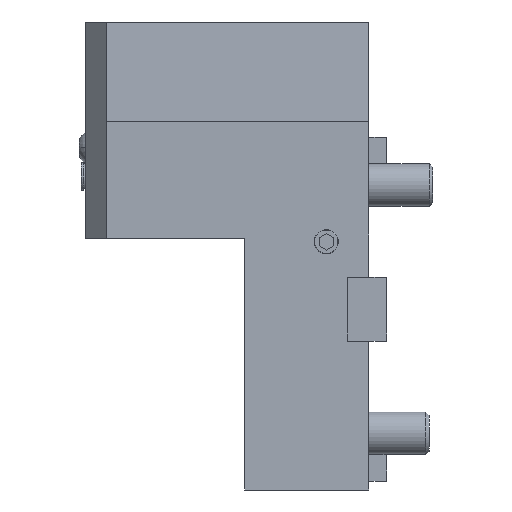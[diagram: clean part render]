
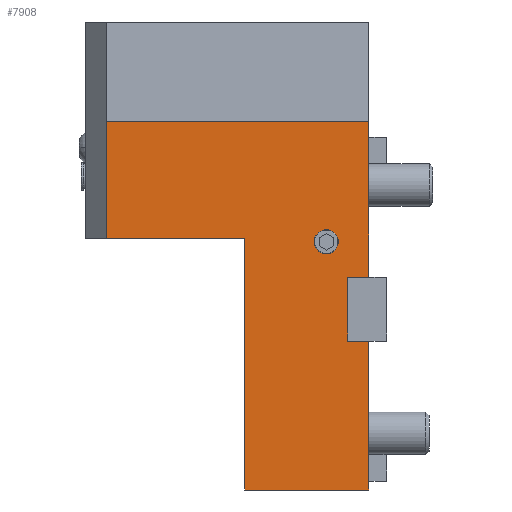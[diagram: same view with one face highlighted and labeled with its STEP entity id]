
A CAD part, left-side view. The second image highlights one B-rep face of the part: STEP entity #7908.
In plain terms, the highlighted planar face has unit normal (-1, 0, 0).
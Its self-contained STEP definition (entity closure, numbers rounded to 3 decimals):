
#344 = DIRECTION ( 'NONE',  ( 0., 0., -1. ) ) ;
#389 = VECTOR ( 'NONE', #344, 1000. ) ;
#435 = DIRECTION ( 'NONE',  ( 0., 0., -1. ) ) ;
#446 = CARTESIAN_POINT ( 'NONE',  ( -48., 0., 42. ) ) ;
#453 = EDGE_CURVE ( 'Defeatured_1_63+Defeatured_1_47+Defeatured_1_47+Defeatured_1_47', #9797, #3091, #8377, .T. ) ;
#480 = EDGE_CURVE ( 'Defeatured_1_47+Defeatured_1_62+Defeatured_1_22+Defeatured_1_41', #6149, #7557, #8119, .T. ) ;
#616 = CARTESIAN_POINT ( 'NONE',  ( -48., 0., 104. ) ) ;
#823 = ORIENTED_EDGE ( 'NONE', *, *, #4405, .T. ) ;
#977 = DIRECTION ( 'NONE',  ( 0., 0., -1. ) ) ;
#1043 = EDGE_CURVE ( 'Defeatured_1_47+Defeatured_1_92+Defeatured_1_41+Defeatured_1_91', #4583, #7357, #1058, .T. ) ;
#1058 = LINE ( 'NONE', #616, #5368 ) ;
#1117 = ORIENTED_EDGE ( 'NONE', *, *, #3248, .F. ) ;
#1123 = CARTESIAN_POINT ( 'NONE',  ( -48., 0., 104. ) ) ;
#1285 = ORIENTED_EDGE ( 'NONE', *, *, #8400, .T. ) ;
#1342 = VERTEX_POINT ( 'NONE', #10585 ) ;
#1411 = VERTEX_POINT ( 'NONE', #6379 ) ;
#1478 = VECTOR ( 'NONE', #4410, 1000. ) ;
#1504 = CARTESIAN_POINT ( 'NONE',  ( -48., 74., 132. ) ) ;
#1628 = EDGE_CURVE ( 'Defeatured_1_41+Defeatured_1_47+Defeatured_1_92+Defeatured_1_62', #4583, #7557, #2547, .T. ) ;
#1721 = CARTESIAN_POINT ( 'NONE',  ( -48., 12., 70. ) ) ;
#1830 = AXIS2_PLACEMENT_3D ( 'NONE', #1721, #8996, #7510 ) ;
#1847 = ORIENTED_EDGE ( 'NONE', *, *, #3175, .T. ) ;
#2045 = CARTESIAN_POINT ( 'NONE',  ( -48., 0., 42. ) ) ;
#2115 = VECTOR ( 'NONE', #10255, 1000. ) ;
#2147 = ORIENTED_EDGE ( 'NONE', *, *, #8217, .F. ) ;
#2363 = ORIENTED_EDGE ( 'NONE', *, *, #1628, .F. ) ;
#2547 = LINE ( 'NONE', #4247, #389 ) ;
#2625 = VECTOR ( 'NONE', #8096, 1000. ) ;
#2635 = VERTEX_POINT ( 'NONE', #446 ) ;
#2711 = VECTOR ( 'NONE', #4299, 1000. ) ;
#2756 = CARTESIAN_POINT ( 'NONE',  ( -48., 0., 0. ) ) ;
#2785 = CARTESIAN_POINT ( 'NONE',  ( -48., 0., 60. ) ) ;
#2853 = LINE ( 'NONE', #3703, #8511 ) ;
#3091 = VERTEX_POINT ( 'NONE', #3946 ) ;
#3136 = VERTEX_POINT ( 'NONE', #3303 ) ;
#3161 = LINE ( 'NONE', #1504, #5854 ) ;
#3175 = EDGE_CURVE ( 'Defeatured_1_47+Defeatured_1_27+Defeatured_1_54+Defeatured_1_7', #1342, #6602, #6303, .T. ) ;
#3248 = EDGE_CURVE ( 'Defeatured_1_37+Defeatured_1_47+Defeatured_1_61+Defeatured_1_7', #2635, #7970, #7207, .T. ) ;
#3303 = CARTESIAN_POINT ( 'NONE',  ( -48., 73.952, 132. ) ) ;
#3316 = PLANE ( 'NONE',  #5252 ) ;
#3392 = LINE ( 'NONE', #6840, #6348 ) ;
#3703 = CARTESIAN_POINT ( 'NONE',  ( -48., 6., 132. ) ) ;
#3946 = CARTESIAN_POINT ( 'NONE',  ( -48., 12., 73.4 ) ) ;
#4091 = ORIENTED_EDGE ( 'NONE', *, *, #480, .T. ) ;
#4111 = EDGE_LOOP ( 'NONE', ( #9910, #823, #5896, #1847, #5647, #1117, #1285, #2147, #4091, #2363, #7252, #8599 ) ) ;
#4247 = CARTESIAN_POINT ( 'NONE',  ( -48., 0., 132. ) ) ;
#4267 = LINE ( 'NONE', #8136, #2625 ) ;
#4299 = DIRECTION ( 'NONE',  ( 0., 0., -1. ) ) ;
#4326 = DIRECTION ( 'NONE',  ( -1., 0., 0. ) ) ;
#4405 = EDGE_CURVE ( 'Defeatured_1_47+Defeatured_1_93+Defeatured_1_43+Defeatured_1_54', #1411, #6503, #3161, .T. ) ;
#4410 = DIRECTION ( 'NONE',  ( 0., 1., 0. ) ) ;
#4583 = VERTEX_POINT ( 'NONE', #1123 ) ;
#5016 = LINE ( 'NONE', #7777, #1478 ) ;
#5149 = DIRECTION ( 'NONE',  ( 0., 0., 1. ) ) ;
#5200 = CARTESIAN_POINT ( 'NONE',  ( -48., 74., 71. ) ) ;
#5220 = DIRECTION ( 'NONE',  ( 0., -1., 0. ) ) ;
#5252 = AXIS2_PLACEMENT_3D ( 'NONE', #7536, #9948, #977 ) ;
#5368 = VECTOR ( 'NONE', #8783, 1000. ) ;
#5417 = ORIENTED_EDGE ( 'NONE', *, *, #453, .F. ) ;
#5502 = ORIENTED_EDGE ( 'NONE', *, *, #5727, .F. ) ;
#5647 = ORIENTED_EDGE ( 'NONE', *, *, #7458, .T. ) ;
#5727 = EDGE_CURVE ( 'Defeatured_1_63+Defeatured_1_47+Defeatured_1_47+Defeatured_1_47', #3091, #9797, #7316, .T. ) ;
#5854 = VECTOR ( 'NONE', #9527, 1000. ) ;
#5896 = ORIENTED_EDGE ( 'NONE', *, *, #9968, .F. ) ;
#5978 = CARTESIAN_POINT ( 'NONE',  ( -48., 0., 132. ) ) ;
#6085 = CARTESIAN_POINT ( 'NONE',  ( -48., 0., 60. ) ) ;
#6149 = VERTEX_POINT ( 'NONE', #6444 ) ;
#6303 = LINE ( 'NONE', #9796, #9113 ) ;
#6348 = VECTOR ( 'NONE', #10135, 1000. ) ;
#6375 = VERTEX_POINT ( 'NONE', #6720 ) ;
#6379 = CARTESIAN_POINT ( 'NONE',  ( -48., 74., 132. ) ) ;
#6436 = VECTOR ( 'NONE', #5220, 1000. ) ;
#6444 = CARTESIAN_POINT ( 'NONE',  ( -48., 6., 60. ) ) ;
#6456 = LINE ( 'NONE', #2045, #2115 ) ;
#6484 = EDGE_LOOP ( 'NONE', ( #5502, #5417 ) ) ;
#6503 = VERTEX_POINT ( 'NONE', #5200 ) ;
#6602 = VERTEX_POINT ( 'NONE', #10382 ) ;
#6720 = CARTESIAN_POINT ( 'NONE',  ( -48., 6., 42. ) ) ;
#6807 = CARTESIAN_POINT ( 'NONE',  ( -48., 73.952, 104. ) ) ;
#6838 = FACE_BOUND ( 'NONE', #6484, .T. ) ;
#6840 = CARTESIAN_POINT ( 'NONE',  ( -48., 0., 132. ) ) ;
#6986 = VECTOR ( 'NONE', #10171, 1000. ) ;
#7207 = LINE ( 'NONE', #5978, #2711 ) ;
#7252 = ORIENTED_EDGE ( 'NONE', *, *, #1043, .T. ) ;
#7316 = CIRCLE ( 'NONE', #1830, 3.4 ) ;
#7333 = DIRECTION ( 'NONE',  ( 0., 0., -1. ) ) ;
#7357 = VERTEX_POINT ( 'NONE', #6807 ) ;
#7458 = EDGE_CURVE ( 'Defeatured_1_47+Defeatured_1_7+Defeatured_1_27+Defeatured_1_37', #6602, #7970, #8667, .T. ) ;
#7510 = DIRECTION ( 'NONE',  ( 0., 0., 1. ) ) ;
#7536 = CARTESIAN_POINT ( 'NONE',  ( -48., 0., 132. ) ) ;
#7557 = VERTEX_POINT ( 'NONE', #2785 ) ;
#7561 = EDGE_CURVE ( 'Defeatured_1_43+Defeatured_1_47+Defeatured_1_93+Defeatured_1_91', #1411, #3136, #3392, .T. ) ;
#7777 = CARTESIAN_POINT ( 'NONE',  ( -48., 90.307, 71. ) ) ;
#7799 = EDGE_CURVE ( 'Defeatured_1_47+Defeatured_1_91+Defeatured_1_92+Defeatured_1_43', #7357, #3136, #4267, .T. ) ;
#7908 = ADVANCED_FACE ( 'Defeatured_1_47', ( #6838, #8780 ), #3316, .F. ) ;
#7970 = VERTEX_POINT ( 'NONE', #9843 ) ;
#8096 = DIRECTION ( 'NONE',  ( 0., 0., 1. ) ) ;
#8119 = LINE ( 'NONE', #6085, #6436 ) ;
#8136 = CARTESIAN_POINT ( 'NONE',  ( -48., 73.952, 132. ) ) ;
#8217 = EDGE_CURVE ( 'Defeatured_1_22+Defeatured_1_47+Defeatured_1_62+Defeatured_1_61', #6149, #6375, #2853, .T. ) ;
#8377 = CIRCLE ( 'NONE', #8571, 3.4 ) ;
#8400 = EDGE_CURVE ( 'Defeatured_1_47+Defeatured_1_61+Defeatured_1_37+Defeatured_1_22', #2635, #6375, #6456, .T. ) ;
#8439 = CARTESIAN_POINT ( 'NONE',  ( -48., 12., 70. ) ) ;
#8511 = VECTOR ( 'NONE', #435, 1000. ) ;
#8571 = AXIS2_PLACEMENT_3D ( 'NONE', #8439, #4326, #5149 ) ;
#8599 = ORIENTED_EDGE ( 'NONE', *, *, #7799, .T. ) ;
#8667 = LINE ( 'NONE', #2756, #6986 ) ;
#8780 = FACE_OUTER_BOUND ( 'NONE', #4111, .T. ) ;
#8783 = DIRECTION ( 'NONE',  ( 0., 1., 0. ) ) ;
#8996 = DIRECTION ( 'NONE',  ( -1., 0., 0. ) ) ;
#9113 = VECTOR ( 'NONE', #7333, 1000. ) ;
#9527 = DIRECTION ( 'NONE',  ( 0., 0., -1. ) ) ;
#9796 = CARTESIAN_POINT ( 'NONE',  ( -48., 35., 71. ) ) ;
#9797 = VERTEX_POINT ( 'NONE', #9940 ) ;
#9843 = CARTESIAN_POINT ( 'NONE',  ( -48., 0., 0. ) ) ;
#9910 = ORIENTED_EDGE ( 'NONE', *, *, #7561, .F. ) ;
#9940 = CARTESIAN_POINT ( 'NONE',  ( -48., 12., 66.6 ) ) ;
#9948 = DIRECTION ( 'NONE',  ( 1., 0., 0. ) ) ;
#9968 = EDGE_CURVE ( 'Defeatured_1_54+Defeatured_1_47+Defeatured_1_27+Defeatured_1_93', #1342, #6503, #5016, .T. ) ;
#10135 = DIRECTION ( 'NONE',  ( 0., -1., 0. ) ) ;
#10171 = DIRECTION ( 'NONE',  ( 0., -1., 0. ) ) ;
#10255 = DIRECTION ( 'NONE',  ( 0., 1., 0. ) ) ;
#10382 = CARTESIAN_POINT ( 'NONE',  ( -48., 35., 0. ) ) ;
#10585 = CARTESIAN_POINT ( 'NONE',  ( -48., 35., 71. ) ) ;
